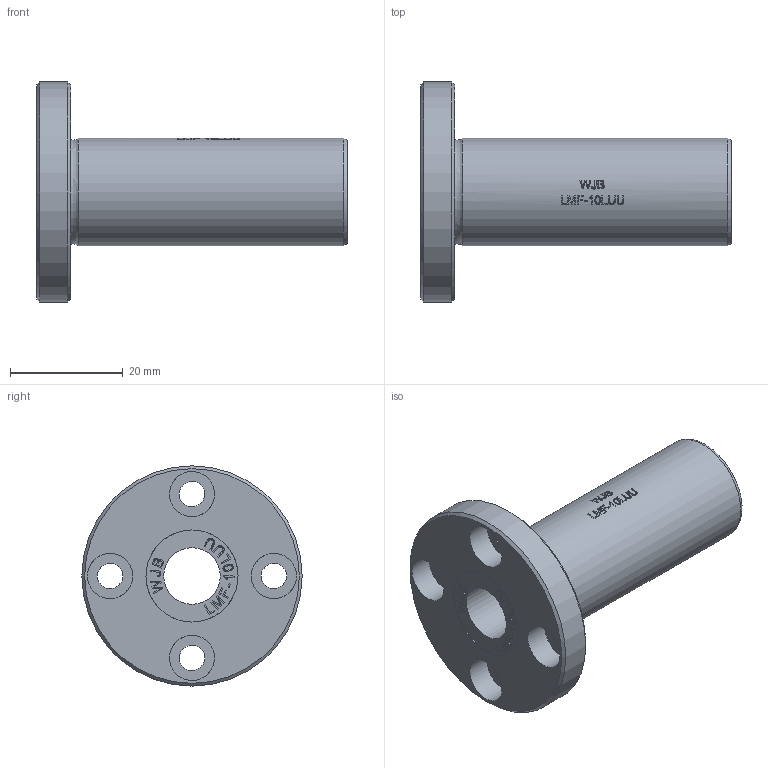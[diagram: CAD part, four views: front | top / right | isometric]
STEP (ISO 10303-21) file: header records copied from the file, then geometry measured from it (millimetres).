
FILE_DESCRIPTION(/* description */ (''),/* implementation_level */ '2;1');
FILE_NAME(/* name */ 'WJB-LMF-10LUU.stp',/* time_stamp */ '2018-09-12T23:21:40+08:00',/* author */ (''),/* organization */ (''),/* preprocessor_version */ 'ST-DEVELOPER v11',/* originating_system */ 'SIEMENS UGS NX 6.0',/* authorisation */ '');
FILE_SCHEMA (('CONFIG_CONTROL_DESIGN'));
Length unit declared in the file: millimetre
Products named in the file (1): WJB-LMF-10LUU
Bounding box: 55 x 39 x 39 mm (x, y, z)
Volume: 15679.7 mm3; surface area: 7979.6 mm2
Topology: 1 solids, 1 shells, 338 faces, 875 edges, 591 vertices
Faces by surface type: plane 222, extrusion 84, cylinder 28, torus 2, cone 2
Full cylindrical faces by diameter (mm): 4.5 x4, 8 x4, 10 x1, 16.3 x2, 19 x1, 39 x1
Entity records: 13150 total; most frequent: CARTESIAN_POINT 5405, ORIENTED_EDGE 1712, DIRECTION 1187, EDGE_CURVE 856, VERTEX_POINT 589, VECTOR 535, LINE 451, B_SPLINE_CURVE_WITH_KNOTS 418
